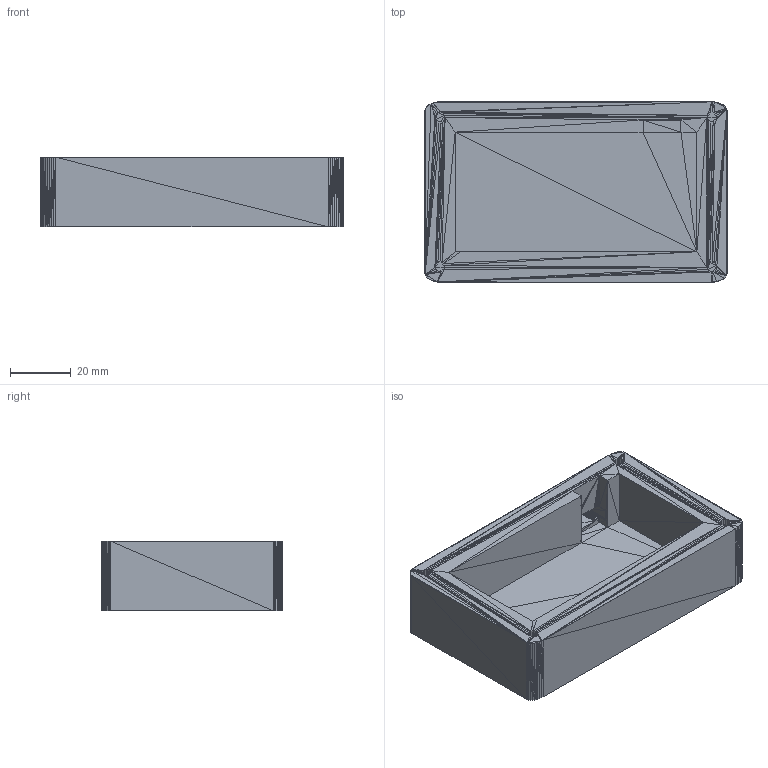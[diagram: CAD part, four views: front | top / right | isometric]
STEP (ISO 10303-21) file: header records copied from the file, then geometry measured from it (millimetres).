
FILE_DESCRIPTION((''),'2;1');
FILE_NAME('CaseBottom', '2026-01-03T15:28:35', (''), (''), 'ImageToStl.com STEP Converter','', '');
FILE_SCHEMA(('AUTOMOTIVE_DESIGN_CC2'));
Length unit declared in the file: metre
Products named in the file (1): product0
Bounding box: 99.7 x 59.45 x 23 mm (x, y, z)
Surface area: 24355.3 mm2 (no closed solid volume)
Topology: 0 solids, 830 shells, 830 faces, 2484 edges, 413 vertices
Faces by surface type: plane 830
Entity records: 19118 total; most frequent: DIRECTION 4152, ORIENTED_EDGE 2490, EDGE_CURVE 2490, LINE 2490, VECTOR 2490, AXIS2_PLACEMENT_3D 831, FACE_SURFACE 830, PLANE 830
